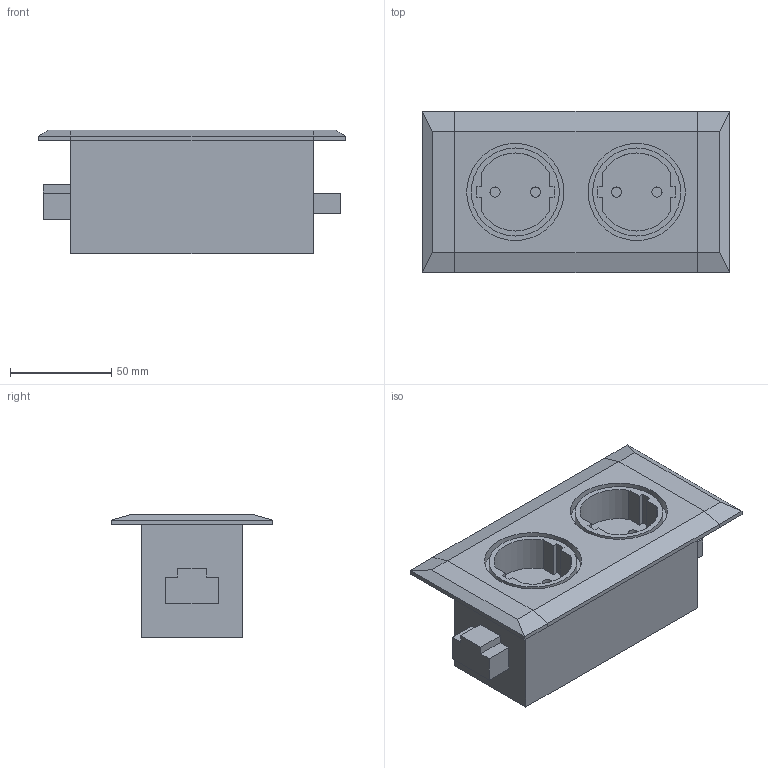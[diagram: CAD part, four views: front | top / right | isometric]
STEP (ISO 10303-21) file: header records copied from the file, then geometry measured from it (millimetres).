
FILE_DESCRIPTION(/* description */ ('Kanalsteckdose 2-fach'),/* implementation_level */ '2;1');
FILE_NAME(/* name */ 'ZEI_CAD_320723-0-REV01_#SALL_#AIN_#V1.step',/* time_stamp */ '2022-10-10T07:10:04+02:00',/* author */ ('MiniTec'),/* organization */ ('MiniTec GmbH & Co.KG'),/* preprocessor_version */ 'ST-DEVELOPER v18.1',/* originating_system */ 'Autodesk Inventor 2021',/* authorisation */ '');
FILE_SCHEMA (('CONFIG_CONTROL_DESIGN'));
Length unit declared in the file: millimetre
Products named in the file (3): leer; leer_1; leer_2
Assembly tree (2 placements, depth 2):
  leer
    leer_1
    leer_2
Bounding box: 152 x 80 x 61 mm (x, y, z)
Volume: 356016 mm3; surface area: 60659.7 mm2
Topology: 4 solids, 4 shells, 86 faces, 200 edges, 132 vertices
Faces by surface type: plane 70, cylinder 16
Full cylindrical faces by diameter (mm): 5 x4, 43.5 x2, 48 x2
Entity records: 2571 total; most frequent: CARTESIAN_POINT 423, DIRECTION 414, ORIENTED_EDGE 400, EDGE_CURVE 200, LINE 168, VECTOR 168, VERTEX_POINT 132, AXIS2_PLACEMENT_3D 123
